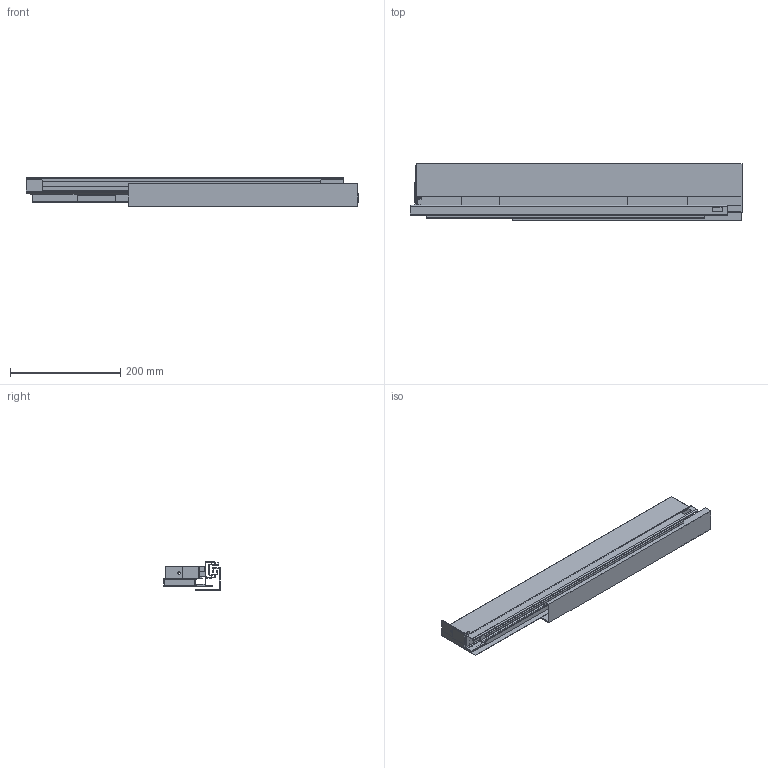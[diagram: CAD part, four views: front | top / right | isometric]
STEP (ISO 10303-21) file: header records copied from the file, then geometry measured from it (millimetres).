
FILE_DESCRIPTION (( 'STEP AP214' ), '1' );
FILE_NAME ('F000186,F000220-CLOSED_RIGHT_3D.step', '2022-10-10T14:35:40', ( '' ), ( '' ), 'SwSTEP 2.0', 'SolidWorks 2020', '' );
FILE_SCHEMA (( 'AUTOMOTIVE_DESIGN' ));
Length unit declared in the file: millimetre
Products named in the file (6): F000186,F000220-CLOSED_RIGHT_3D; RiexTrack-550,600-VNEJSI-PRAVY; NU70,NU80-600-STREDNI; NU70,NU80-600-VNITRNI_PRAVY; RiexTrack-600_CLOSED_RIGHT_3D; RiexTrack Bocnice-600-H89-PRAVA
Assembly tree (5 placements, depth 3):
  F000186,F000220-CLOSED_RIGHT_3D
    RiexTrack-600_CLOSED_RIGHT_3D
      RiexTrack-550,600-VNEJSI-PRAVY
      NU70,NU80-600-STREDNI
      NU70,NU80-600-VNITRNI_PRAVY
    RiexTrack Bocnice-600-H89-PRAVA
Bounding box: 601.5 x 102.5 x 51.7 mm (x, y, z)
Volume: 258028.6 mm3; surface area: 463038.7 mm2
Topology: 8 solids, 8 shells, 316 faces, 819 edges, 520 vertices
Faces by surface type: plane 154, cylinder 91, cone 71
Entity records: 10009 total; most frequent: DIRECTION 1727, CARTESIAN_POINT 1664, ORIENTED_EDGE 1638, EDGE_CURVE 819, AXIS2_PLACEMENT_3D 583, LINE 561, VECTOR 561, VERTEX_POINT 520
